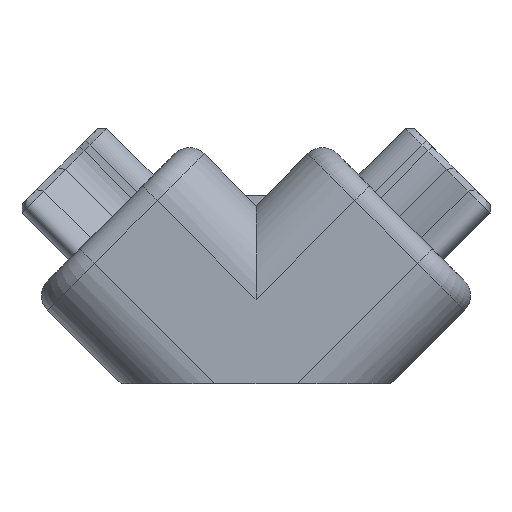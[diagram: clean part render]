
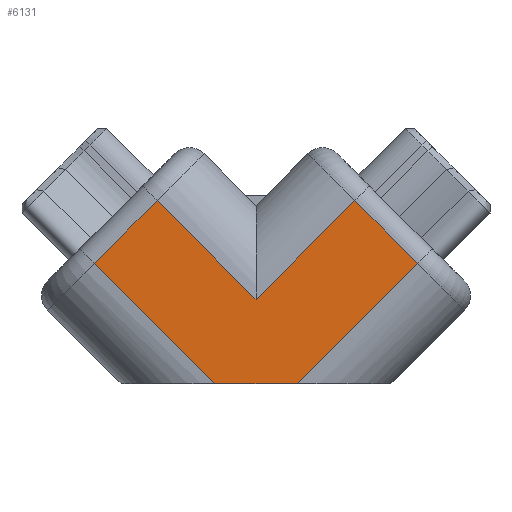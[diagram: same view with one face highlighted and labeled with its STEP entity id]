
A CAD part, left-side view. The second image highlights one B-rep face of the part: STEP entity #6131.
In plain terms, the highlighted planar face has unit normal (-1, 0, 0).
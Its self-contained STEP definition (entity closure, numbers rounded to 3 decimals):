
#169=PLANE('',#6579);
#404=FACE_OUTER_BOUND('',#776,.T.);
#776=EDGE_LOOP('',(#4318,#4319,#4320,#4321,#4322,#4323,#4324));
#1353=LINE('',#9055,#1909);
#1377=LINE('',#9275,#1933);
#1405=LINE('',#9374,#1961);
#1406=LINE('',#9377,#1962);
#1407=LINE('',#9379,#1963);
#1408=LINE('',#9381,#1964);
#1409=LINE('',#9382,#1965);
#1909=VECTOR('',#7178,10.);
#1933=VECTOR('',#7296,10.);
#1961=VECTOR('',#7390,10.);
#1962=VECTOR('',#7393,10.);
#1963=VECTOR('',#7394,10.);
#1964=VECTOR('',#7395,10.);
#1965=VECTOR('',#7396,10.);
#2557=VERTEX_POINT('',#9052);
#2558=VERTEX_POINT('',#9054);
#2590=VERTEX_POINT('',#9265);
#2592=VERTEX_POINT('',#9271);
#2623=VERTEX_POINT('',#9376);
#2624=VERTEX_POINT('',#9378);
#2625=VERTEX_POINT('',#9380);
#3158=EDGE_CURVE('',#2558,#2557,#1353,.T.);
#3213=EDGE_CURVE('',#2590,#2592,#1377,.T.);
#3259=EDGE_CURVE('',#2592,#2557,#1405,.T.);
#3260=EDGE_CURVE('',#2590,#2623,#1406,.T.);
#3261=EDGE_CURVE('',#2623,#2624,#1407,.T.);
#3262=EDGE_CURVE('',#2625,#2624,#1408,.T.);
#3263=EDGE_CURVE('',#2558,#2625,#1409,.T.);
#4318=ORIENTED_EDGE('',*,*,#3213,.F.);
#4319=ORIENTED_EDGE('',*,*,#3260,.T.);
#4320=ORIENTED_EDGE('',*,*,#3261,.T.);
#4321=ORIENTED_EDGE('',*,*,#3262,.F.);
#4322=ORIENTED_EDGE('',*,*,#3263,.F.);
#4323=ORIENTED_EDGE('',*,*,#3158,.T.);
#4324=ORIENTED_EDGE('',*,*,#3259,.F.);
#6131=ADVANCED_FACE('',(#404),#169,.T.);
#6579=AXIS2_PLACEMENT_3D('',#9375,#7391,#7392);
#7178=DIRECTION('',(0.,-1.,0.));
#7296=DIRECTION('',(0.,-0.707,-0.707));
#7390=DIRECTION('',(0.,0.707,-0.707));
#7391=DIRECTION('center_axis',(-1.,0.,0.));
#7392=DIRECTION('ref_axis',(0.,0.707,0.707));
#7393=DIRECTION('',(0.,0.707,-0.707));
#7394=DIRECTION('',(0.,0.707,0.707));
#7395=DIRECTION('',(0.,-0.707,0.707));
#7396=DIRECTION('',(0.,0.707,0.707));
#9052=CARTESIAN_POINT('',(0.,-3.988,0.));
#9054=CARTESIAN_POINT('',(0.,3.988,0.));
#9055=CARTESIAN_POINT('',(0.,-6.753,0.));
#9265=CARTESIAN_POINT('',(0.,-9.546,17.72));
#9271=CARTESIAN_POINT('',(0.,-15.627,11.639));
#9275=CARTESIAN_POINT('',(0.,-14.107,13.159));
#9374=CARTESIAN_POINT('',(0.,-13.506,9.518));
#9375=CARTESIAN_POINT('Origin',(0.,-13.506,
9.518));
#9376=CARTESIAN_POINT('',(0.,0.,8.174));
#9377=CARTESIAN_POINT('',(0.,-7.425,15.599));
#9378=CARTESIAN_POINT('',(0.,9.546,17.72));
#9379=CARTESIAN_POINT('',(0.,2.616,10.79));
#9380=CARTESIAN_POINT('',(0.,15.627,11.639));
#9381=CARTESIAN_POINT('',(0.,7.354,19.912));
#9382=CARTESIAN_POINT('',(0.,8.697,4.709));
